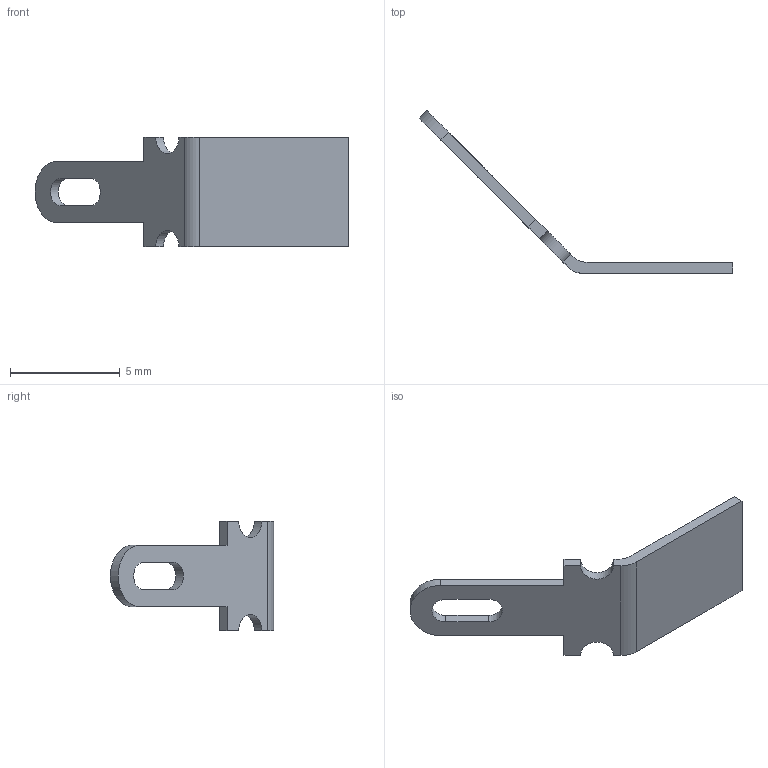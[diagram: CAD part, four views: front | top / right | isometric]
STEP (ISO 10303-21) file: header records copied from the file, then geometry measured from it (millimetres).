
FILE_DESCRIPTION (( 'STEP AP203' ), '1' );
FILE_NAME ('_Terminal 2.8-0.5 (135°) 2.stp.STEP', '2026-01-20T11:21:56', ( '' ), ( '' ), 'SwSTEP 2.0', 'SolidWorks 2024', '' );
FILE_SCHEMA (( 'CONFIG_CONTROL_DESIGN' ));
Length unit declared in the file: millimetre
Products named in the file (1): _Terminal 2.8-0.5 (135°) 2.stp
Bounding box: 14.27 x 7.42 x 5 mm (x, y, z)
Volume: 31.6 mm3; surface area: 152.3 mm2
Topology: 1 solids, 1 shells, 22 faces, 60 edges, 40 vertices
Faces by surface type: plane 15, cylinder 7
Entity records: 777 total; most frequent: CARTESIAN_POINT 123, ORIENTED_EDGE 120, DIRECTION 120, EDGE_CURVE 60, VECTOR 46, LINE 46, VERTEX_POINT 40, AXIS2_PLACEMENT_3D 37
